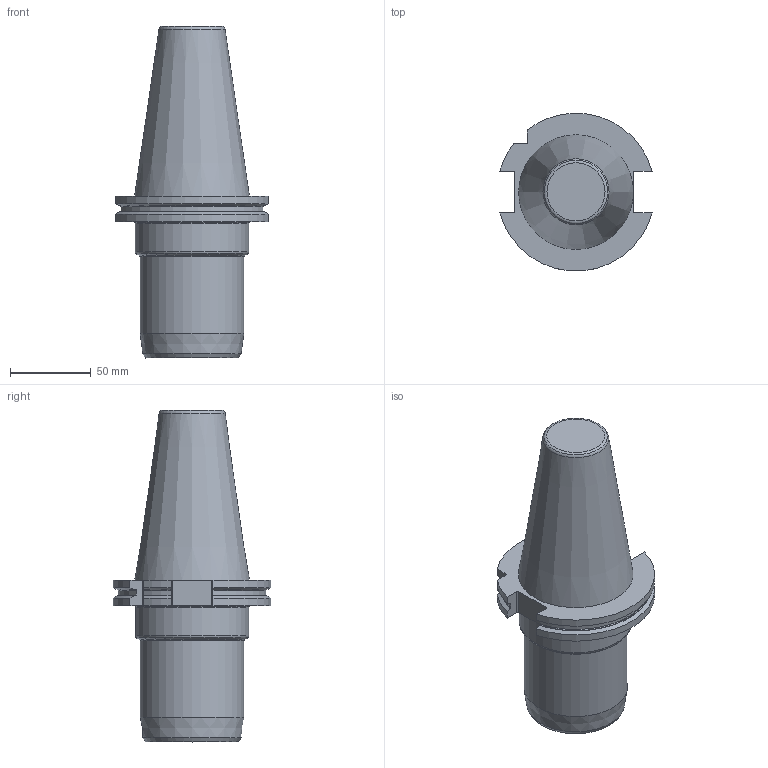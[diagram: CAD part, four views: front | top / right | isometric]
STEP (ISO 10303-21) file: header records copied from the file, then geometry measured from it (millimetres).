
FILE_DESCRIPTION(/* description */ (''),/* implementation_level */ '2;1');
FILE_NAME(/* name */ 'DIN50ADB-HC32-103_Basic.stp',/* time_stamp */ '2022-06-09T13:52:42+05:00',/* author */ (''),/* organization */ (''),/* preprocessor_version */ 'ST-DEVELOPER v16.7',/* originating_system */ 'SIEMENS PLM Software NX 12.0',/* authorisation */ '');
FILE_SCHEMA (('AUTOMOTIVE_DESIGN { 1 0 10303 214 3 1 1 1 }'));
Length unit declared in the file: millimetre
Products named in the file (1): inpu46482BB6of5a
Bounding box: 94.05 x 97.31 x 204.95 mm (x, y, z)
Volume: 596273.4 mm3; surface area: 58134.2 mm2
Topology: 1 solids, 1 shells, 60 faces, 163 edges, 110 vertices
Faces by surface type: plane 19, cylinder 17, torus 14, cone 10
Full cylindrical faces by diameter (mm): 32 x1, 64 x1, 70 x1
Entity records: 2013 total; most frequent: CARTESIAN_POINT 534, DIRECTION 301, ORIENTED_EDGE 280, EDGE_CURVE 140, AXIS2_PLACEMENT_3D 122, VERTEX_POINT 99, EDGE_LOOP 77, ADVANCED_FACE 60
